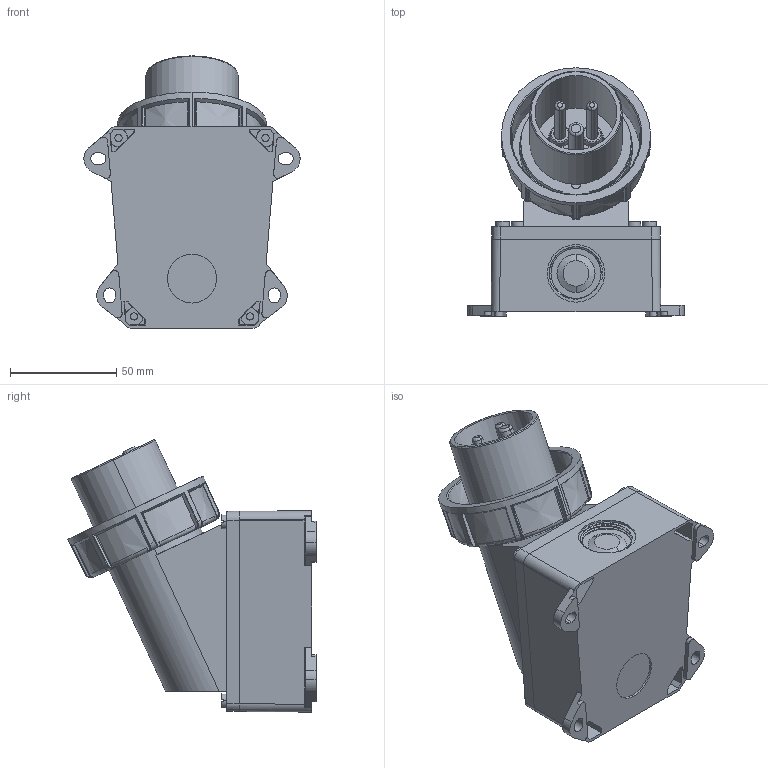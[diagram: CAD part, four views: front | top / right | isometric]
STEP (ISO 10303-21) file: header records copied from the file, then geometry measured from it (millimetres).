
FILE_DESCRIPTION (( 'STEP AP203' ), '1' );
FILE_NAME ('PSR51-016-3-0-67 Âèëêà ñòö. ÑÑÈ-5132 IP67 IEK.STEP', '2025-01-22T12:54:18', ( '' ), ( '' ), 'SwSTEP 2.0', 'SolidWorks 2022', '' );
FILE_SCHEMA (( 'CONFIG_CONTROL_DESIGN' ));
Length unit declared in the file: millimetre
Products named in the file (16): PSR51-016-3-0-67 Вилка стц. ССИ-5132 IP67 IEK; QX100314.stp.STEP.STEP.STEP.STEP.STEP^PSR51-016-3-0-67 Вилка стц. ССИ-5132 IP67 IEK; QX10032.stp.STEP.STEP.STEP.STEP.STEP^PSR51-016-3-0-67 Вилка стц. ССИ-5132 IP67 IEK; QX10037.stp.STEP.STEP.STEP.STEP.STEP^PSR51-016-3-0-67 Вилка стц. ССИ-5132 IP67 IEK; QX10038.stp.STEP.STEP.STEP.STEP.STEP^PSR51-016-3-0-67 Вилка стц. ССИ-5132 IP67 IEK; QX10036.stp.STEP.STEP.STEP.STEP.STEP^PSR51-016-3-0-67 Вилка стц. ССИ-5132 IP67 IEK; QX10031.stp.STEP.STEP.STEP.STEP.STEP^PSR51-016-3-0-67 Вилка стц. ССИ-5132 IP67 IEK; QX10039.stp.STEP.STEP.STEP.STEP.STEP^PSR51-016-3-0-67 Вилка стц. ССИ-5132 IP67 IEK; QX100311.stp.STEP.STEP.STEP.STEP.STEP^PSR51-016-3-0-67 Вилка стц. ССИ-5132 IP67 IEK; QX100313.stp.STEP.STEP.STEP.STEP.STEP^PSR51-016-3-0-67 Вилка стц. ССИ-5132 IP67 IEK; QX100310.stp.STEP.STEP.STEP.STEP.STEP^PSR51-016-3-0-67 Вилка стц. ССИ-5132 IP67 IEK; QX100312.stp.STEP.STEP.STEP.STEP.STEP^PSR51-016-3-0-67 Вилка стц. ССИ-5132 IP67 IEK; QX10035.stp.STEP.STEP.STEP.STEP.STEP^PSR51-016-3-0-67 Вилка стц. ССИ-5132 IP67 IEK; QX10034.stp.STEP.STEP.STEP.STEP.STEP^PSR51-016-3-0-67 Вилка стц. ССИ-5132 IP67 IEK; QX100315.stp.STEP.STEP.STEP.STEP.STEP^PSR51-016-3-0-67 Вилка стц. ССИ-5132 IP67 IEK; QX10033.stp.STEP.STEP.STEP.STEP.STEP^PSR51-016-3-0-67 Вилка стц. ССИ-5132 IP67 IEK
Assembly tree (15 placements, depth 2):
  PSR51-016-3-0-67 Вилка стц. ССИ-5132 IP67 IEK
    QX10031.stp.STEP.STEP.STEP.STEP.STEP^PSR51-016-3-0-67 Вилка стц. ССИ-5132 IP67 IEK
    QX10032.stp.STEP.STEP.STEP.STEP.STEP^PSR51-016-3-0-67 Вилка стц. ССИ-5132 IP67 IEK
    QX10033.stp.STEP.STEP.STEP.STEP.STEP^PSR51-016-3-0-67 Вилка стц. ССИ-5132 IP67 IEK
    QX10034.stp.STEP.STEP.STEP.STEP.STEP^PSR51-016-3-0-67 Вилка стц. ССИ-5132 IP67 IEK
    QX10035.stp.STEP.STEP.STEP.STEP.STEP^PSR51-016-3-0-67 Вилка стц. ССИ-5132 IP67 IEK
    QX10036.stp.STEP.STEP.STEP.STEP.STEP^PSR51-016-3-0-67 Вилка стц. ССИ-5132 IP67 IEK
    QX10037.stp.STEP.STEP.STEP.STEP.STEP^PSR51-016-3-0-67 Вилка стц. ССИ-5132 IP67 IEK
    QX10038.stp.STEP.STEP.STEP.STEP.STEP^PSR51-016-3-0-67 Вилка стц. ССИ-5132 IP67 IEK
    QX10039.stp.STEP.STEP.STEP.STEP.STEP^PSR51-016-3-0-67 Вилка стц. ССИ-5132 IP67 IEK
    QX100310.stp.STEP.STEP.STEP.STEP.STEP^PSR51-016-3-0-67 Вилка стц. ССИ-5132 IP67 IEK
    QX100311.stp.STEP.STEP.STEP.STEP.STEP^PSR51-016-3-0-67 Вилка стц. ССИ-5132 IP67 IEK
    QX100312.stp.STEP.STEP.STEP.STEP.STEP^PSR51-016-3-0-67 Вилка стц. ССИ-5132 IP67 IEK
    QX100313.stp.STEP.STEP.STEP.STEP.STEP^PSR51-016-3-0-67 Вилка стц. ССИ-5132 IP67 IEK
    QX100314.stp.STEP.STEP.STEP.STEP.STEP^PSR51-016-3-0-67 Вилка стц. ССИ-5132 IP67 IEK
    QX100315.stp.STEP.STEP.STEP.STEP.STEP^PSR51-016-3-0-67 Вилка стц. ССИ-5132 IP67 IEK
Bounding box: 101.55 x 116.5 x 127.85 mm (x, y, z)
Volume: 144268.3 mm3; surface area: 116173.8 mm2
Topology: 15 solids, 15 shells, 986 faces, 2562 edges, 1641 vertices
Faces by surface type: plane 421, cylinder 329, bspline 112, cone 65, torus 56, sphere 3
Entity records: 36040 total; most frequent: CARTESIAN_POINT 11072, ORIENTED_EDGE 5090, DIRECTION 4623, EDGE_CURVE 2545, AXIS2_PLACEMENT_3D 1703, VERTEX_POINT 1641, VECTOR 1217, LINE 1217
